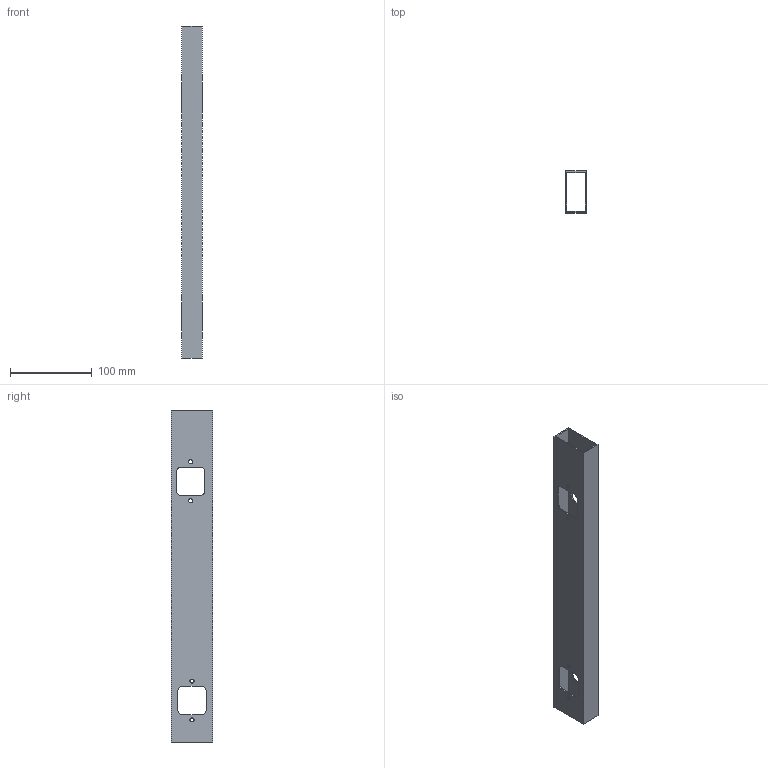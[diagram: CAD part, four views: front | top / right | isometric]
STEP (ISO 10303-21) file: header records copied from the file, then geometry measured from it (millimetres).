
FILE_DESCRIPTION (( 'STEP AP203' ), '1' );
FILE_NAME ('Perfil de Test de Tensión de banda con 1.5mm de tensión (1 Pieza).STEP', '2023-02-01T05:33:47', ( '' ), ( '' ), 'SwSTEP 2.0', 'SolidWorks 2022', '' );
FILE_SCHEMA (( 'CONFIG_CONTROL_DESIGN' ));
Length unit declared in the file: inch
Products named in the file (1): Perfil de Test de Tensión de banda con 1.5mm de tensión (1 Pieza)
Bounding box: 25.4 x 50.8 x 406.4 mm (x, y, z)
Volume: 86452.7 mm3; surface area: 110397.1 mm2
Topology: 1 solids, 1 shells, 58 faces, 168 edges, 112 vertices
Faces by surface type: cylinder 32, plane 26
Entity records: 2067 total; most frequent: DIRECTION 350, CARTESIAN_POINT 339, ORIENTED_EDGE 336, EDGE_CURVE 168, AXIS2_PLACEMENT_3D 123, VERTEX_POINT 112, LINE 104, VECTOR 104
